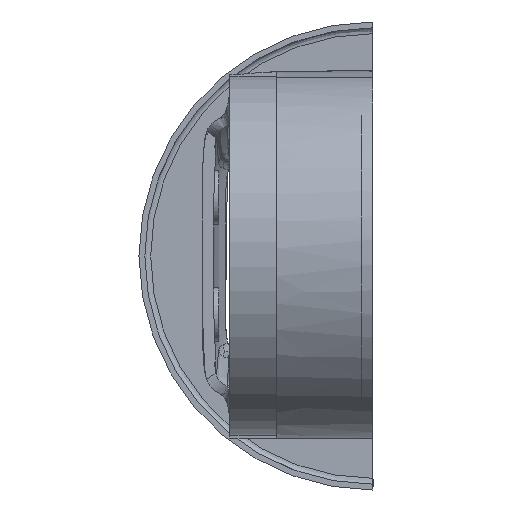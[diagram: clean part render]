
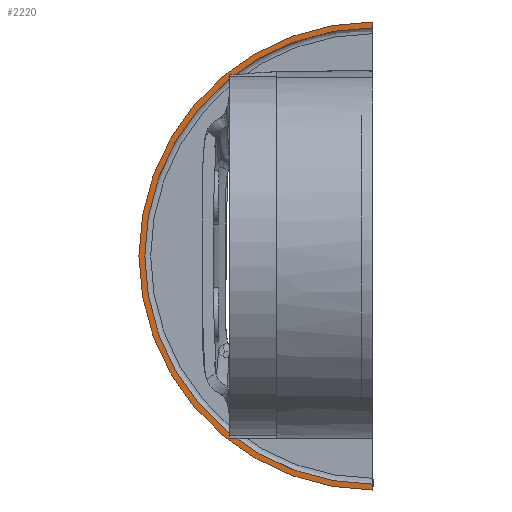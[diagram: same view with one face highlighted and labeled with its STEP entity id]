
A CAD part, front view. The second image highlights one B-rep face of the part: STEP entity #2220.
In plain terms, the highlighted planar face has unit normal (0, -1, 0).
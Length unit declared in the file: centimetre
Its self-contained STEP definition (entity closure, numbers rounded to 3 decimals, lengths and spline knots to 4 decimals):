
#1319=B_SPLINE_CURVE_WITH_KNOTS('',1,(#47074,#47075),.UNSPECIFIED.,.F.,
 .F.,(2,2),(-1.1417,-1.0555),.UNSPECIFIED.);
#1320=B_SPLINE_CURVE_WITH_KNOTS('',1,(#47076,#47077),.UNSPECIFIED.,.F.,
 .F.,(2,2),(-7.9754,-7.8892),.UNSPECIFIED.);
#2220=ADVANCED_FACE('',(#2784),#9327,.T.);
#2784=FACE_OUTER_BOUND('',#3348,.T.);
#3348=EDGE_LOOP('',(#6284,#6285,#6286,#6287));
#6284=ORIENTED_EDGE('',*,*,#7865,.F.);
#6285=ORIENTED_EDGE('',*,*,#7857,.F.);
#6286=ORIENTED_EDGE('',*,*,#7866,.T.);
#6287=ORIENTED_EDGE('',*,*,#7858,.F.);
#7857=EDGE_CURVE('',#9100,#9095,#1319,.T.);
#7858=EDGE_CURVE('',#9096,#9101,#1320,.T.);
#7865=EDGE_CURVE('',#9095,#9096,#8079,.T.);
#7866=EDGE_CURVE('',#9100,#9101,#8080,.T.);
#8079=TRIMMED_CURVE($,#8165,(#47095),(#47096),.T.,.CARTESIAN.);
#8080=TRIMMED_CURVE($,#8166,(#47098),(#47099),.T.,.CARTESIAN.);
#8165=CIRCLE('',#9879,4.0107);
#8166=CIRCLE('',#9880,3.9107);
#9095=VERTEX_POINT('',#47017);
#9096=VERTEX_POINT('',#47018);
#9100=VERTEX_POINT('',#47022);
#9101=VERTEX_POINT('',#47023);
#9327=PLANE('',#9868);
#9868=AXIS2_PLACEMENT_3D('',#46292,#10319,$);
#9879=AXIS2_PLACEMENT_3D($,#47094,#10334,#10335);
#9880=AXIS2_PLACEMENT_3D($,#47097,#10336,#10337);
#10319=DIRECTION('',(0.,-1.,0.));
#10334=DIRECTION('',(0.,1.,0.));
#10335=DIRECTION('',(0.,0.,-1.));
#10336=DIRECTION('',(0.,1.,0.));
#10337=DIRECTION('',(0.,0.,-1.));
#46292=CARTESIAN_POINT('',(-380.9662,414.226,61.3431));
#47017=CARTESIAN_POINT('',(-380.9662,414.226,61.3431));
#47018=CARTESIAN_POINT('',(-380.9662,414.226,69.3644));
#47022=CARTESIAN_POINT('',(-380.9662,414.226,61.4431));
#47023=CARTESIAN_POINT('',(-380.9662,414.226,69.2644));
#47074=CARTESIAN_POINT('',(-380.9662,414.226,61.4431));
#47075=CARTESIAN_POINT('',(-380.9662,414.226,61.3431));
#47076=CARTESIAN_POINT('',(-380.9662,414.226,69.3644));
#47077=CARTESIAN_POINT('',(-380.9662,414.226,69.2644));
#47094=CARTESIAN_POINT('',(-380.9662,414.226,65.3538));
#47095=CARTESIAN_POINT('',(-380.9662,414.226,61.3431));
#47096=CARTESIAN_POINT('',(-380.9662,414.226,69.3644));
#47097=CARTESIAN_POINT('',(-380.9662,414.226,65.3538));
#47098=CARTESIAN_POINT('',(-380.9662,414.226,61.4431));
#47099=CARTESIAN_POINT('',(-380.9662,414.226,69.2644));
